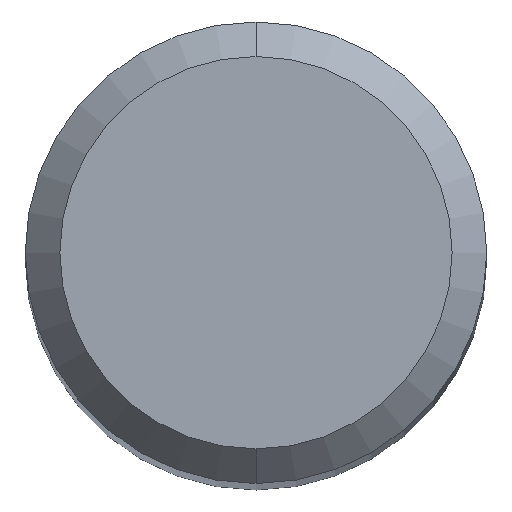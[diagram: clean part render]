
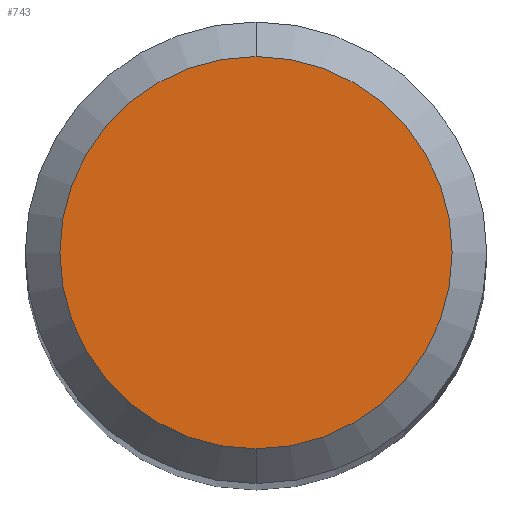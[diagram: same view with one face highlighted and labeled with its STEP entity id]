
A CAD part, top view. The second image highlights one B-rep face of the part: STEP entity #743.
In plain terms, the highlighted planar face has unit normal (0, 0, 1).
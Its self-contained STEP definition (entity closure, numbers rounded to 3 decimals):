
#569=VERTEX_POINT('',#1381);
#729=EDGE_CURVE('',#865,#569,#1560,.T.);
#743=ADVANCED_FACE('',(#1575),#1576,.T.);
#865=VERTEX_POINT('',#1705);
#1087=EDGE_CURVE('',#569,#865,#1951,.T.);
#1381=CARTESIAN_POINT('',(0.0,1.7,0.0));
#1560=CIRCLE('',#3572,1.7);
#1575=FACE_OUTER_BOUND('',#3624,.T.);
#1576=PLANE('',#3625);
#1705=CARTESIAN_POINT('',(0.,-1.7,0.0));
#1951=CIRCLE('',#4970,1.7);
#3572=AXIS2_PLACEMENT_3D('',#5803,#5804,#5805);
#3624=EDGE_LOOP('',(#5830,#5831));
#3625=AXIS2_PLACEMENT_3D('',#5832,#5833,#5834);
#4970=AXIS2_PLACEMENT_3D('',#6171,#6172,#6173);
#5803=CARTESIAN_POINT('',(0.0,0.0,0.0));
#5804=DIRECTION('',(0.0,0.0,-1.0));
#5805=DIRECTION('',(0.0,1.0,0.0));
#5830=ORIENTED_EDGE('',*,*,#1087,.F.);
#5831=ORIENTED_EDGE('',*,*,#729,.F.);
#5832=CARTESIAN_POINT('',(0.0,0.85,0.0));
#5833=DIRECTION('',(-0.0,0.0,1.0));
#5834=DIRECTION('',(0.0,-1.0,0.0));
#6171=CARTESIAN_POINT('',(0.0,0.0,0.0));
#6172=DIRECTION('',(0.0,0.0,-1.0));
#6173=DIRECTION('',(0.0,1.0,0.0));
